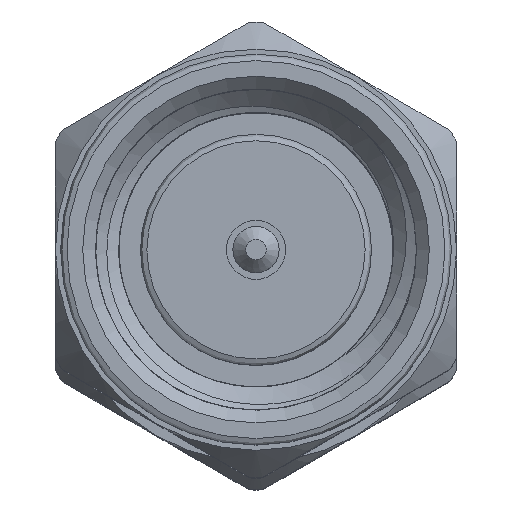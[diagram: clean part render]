
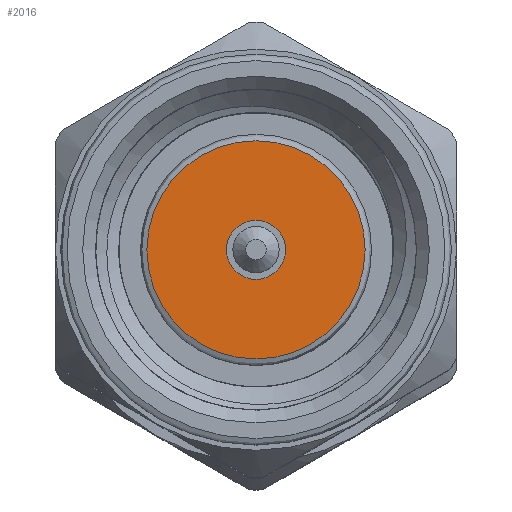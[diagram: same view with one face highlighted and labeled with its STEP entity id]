
A CAD part, top view. The second image highlights one B-rep face of the part: STEP entity #2016.
In plain terms, the highlighted face is planar.
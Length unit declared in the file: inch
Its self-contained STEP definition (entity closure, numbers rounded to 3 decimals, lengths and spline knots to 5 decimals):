
#75 = DIRECTION ( 'NONE',  ( -1., 0., 0. ) ) ;
#609 = FACE_BOUND ( 'NONE', #5045, .T. ) ;
#654 = AXIS2_PLACEMENT_3D ( 'NONE', #1390, #75, #1819 ) ;
#694 = DIRECTION ( 'NONE',  ( -1., 0., 0. ) ) ;
#1073 = FACE_OUTER_BOUND ( 'NONE', #3231, .T. ) ;
#1304 = EDGE_CURVE ( 'NONE', #3253, #3253, #1385, .T. ) ;
#1385 = CIRCLE ( 'NONE', #4572, 0.085 ) ;
#1390 = CARTESIAN_POINT ( 'NONE',  ( -0.735, 0.15225, 0. ) ) ;
#1786 = AXIS2_PLACEMENT_3D ( 'NONE', #2545, #2598, #4302 ) ;
#1819 = DIRECTION ( 'NONE',  ( 0., 0., 1. ) ) ;
#1986 = ORIENTED_EDGE ( 'NONE', *, *, #5240, .F. ) ;
#2016 = ADVANCED_FACE ( 'NONE', ( #609, #1073 ), #3974, .T. ) ;
#2480 = CARTESIAN_POINT ( 'NONE',  ( -0.735, 0., 0. ) ) ;
#2545 = CARTESIAN_POINT ( 'NONE',  ( -0.735, 0., 0. ) ) ;
#2598 = DIRECTION ( 'NONE',  ( -1., 0., 0. ) ) ;
#2779 = ORIENTED_EDGE ( 'NONE', *, *, #1304, .T. ) ;
#2835 = DIRECTION ( 'NONE',  ( 0., 0., 1. ) ) ;
#3040 = CARTESIAN_POINT ( 'NONE',  ( -0.735, 0., 0.023 ) ) ;
#3231 = EDGE_LOOP ( 'NONE', ( #2779 ) ) ;
#3253 = VERTEX_POINT ( 'NONE', #5036 ) ;
#3811 = VERTEX_POINT ( 'NONE', #3040 ) ;
#3959 = CIRCLE ( 'NONE', #1786, 0.023 ) ;
#3974 = PLANE ( 'NONE',  #654 ) ;
#4302 = DIRECTION ( 'NONE',  ( 0., 0., 1. ) ) ;
#4572 = AXIS2_PLACEMENT_3D ( 'NONE', #2480, #694, #2835 ) ;
#5036 = CARTESIAN_POINT ( 'NONE',  ( -0.735, 0., 0.085 ) ) ;
#5045 = EDGE_LOOP ( 'NONE', ( #1986 ) ) ;
#5240 = EDGE_CURVE ( 'NONE', #3811, #3811, #3959, .T. ) ;
